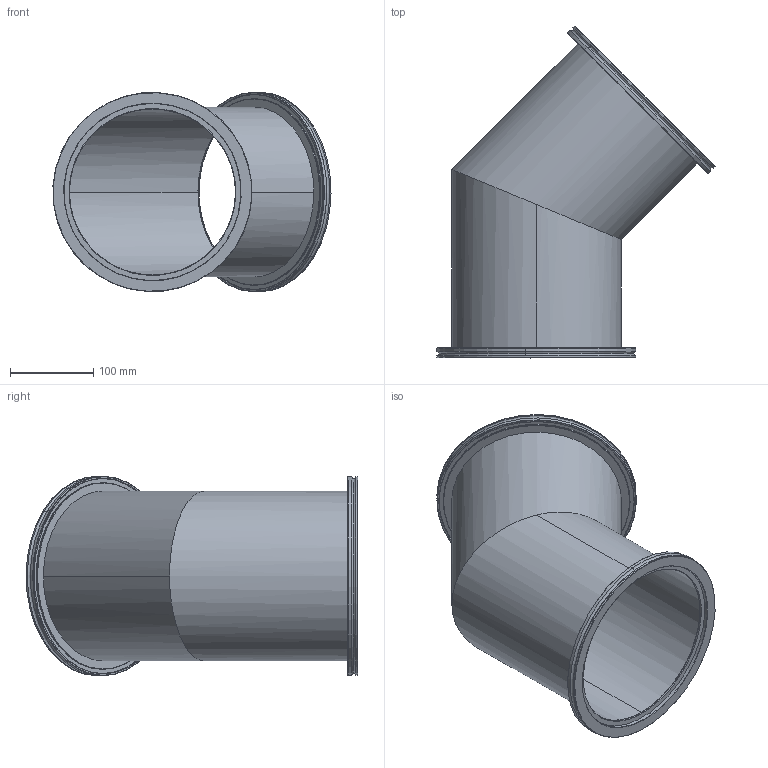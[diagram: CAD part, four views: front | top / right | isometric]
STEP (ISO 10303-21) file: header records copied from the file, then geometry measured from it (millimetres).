
FILE_DESCRIPTION (( 'STEP AP214' ), '1' );
FILE_NAME ('Hositrad_ISO200-204E45.STEP', '2017-06-02T10:09:42', ( 'Gebruiker' ), ( '' ), 'SwSTEP 2.0', 'SolidWorks 2017', '' );
FILE_SCHEMA (( 'AUTOMOTIVE_DESIGN' ));
Length unit declared in the file: millimetre
Products named in the file (3): Hositrad_ISO200-204E45; ISO-K_45-Elbow_All_ISO200-204E45; ISO-K-Weld-All_ISO200-204
Assembly tree (3 placements, depth 2):
  Hositrad_ISO200-204E45
    ISO-K_45-Elbow_All_ISO200-204E45
    ISO-K-Weld-All_ISO200-204  x2
Bounding box: 334.77 x 399.52 x 239.97 mm (x, y, z)
Volume: 698947.5 mm3; surface area: 550347.2 mm2
Topology: 3 solids, 3 shells, 78 faces, 160 edges, 96 vertices
Faces by surface type: cylinder 36, cone 20, plane 14, torus 8
Entity records: 1306 total; most frequent: DIRECTION 236, CARTESIAN_POINT 222, ORIENTED_EDGE 184, AXIS2_PLACEMENT_3D 102, EDGE_CURVE 92, VERTEX_POINT 56, CIRCLE 52, EDGE_LOOP 52
